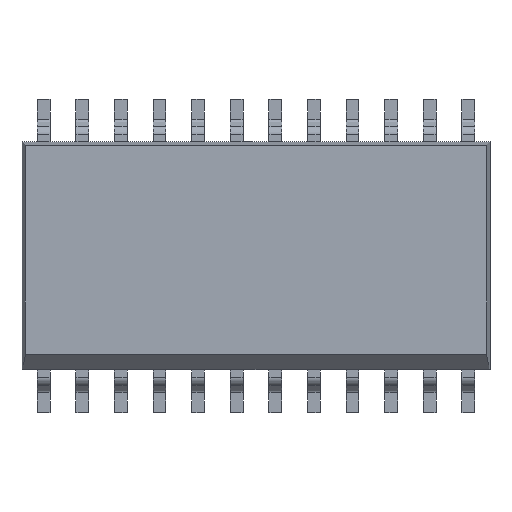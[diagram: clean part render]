
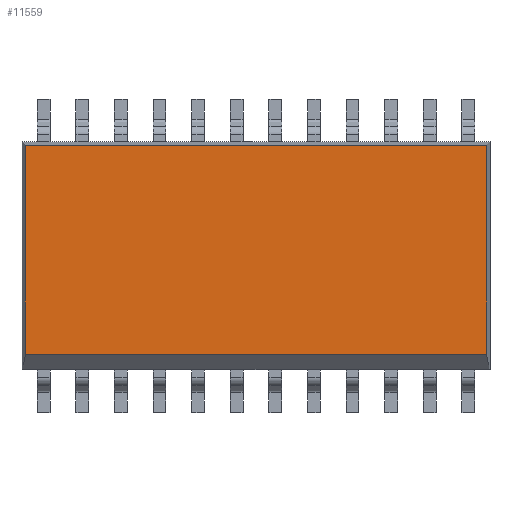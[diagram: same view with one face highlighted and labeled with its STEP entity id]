
A CAD part, top view. The second image highlights one B-rep face of the part: STEP entity #11559.
In plain terms, the highlighted planar face has unit normal (0, 0, 1).
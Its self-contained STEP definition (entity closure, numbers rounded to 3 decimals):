
#11520 = CARTESIAN_POINT ( 'NONE',  ( -7.583, 3.635, 2.65 ) ) ;
#11521 = VERTEX_POINT ( 'NONE', #11520 ) ;
#11522 = CARTESIAN_POINT ( 'NONE',  ( -7.583, -3.235, 2.65 ) ) ;
#11523 = VERTEX_POINT ( 'NONE', #11522 ) ;
#11524 = CARTESIAN_POINT ( 'NONE',  ( -7.583, -3.75, 2.65 ) ) ;
#11525 = DIRECTION ( 'NONE',  ( 0., -1., 0. ) ) ;
#11526 = VECTOR ( 'NONE', #11525, 1000. ) ;
#11527 = LINE ( 'NONE', #11524, #11526 ) ;
#11528 = EDGE_CURVE ( 'NONE', #11521, #11523, #11527, .T. ) ;
#11529 = ORIENTED_EDGE ( 'NONE', *, *, #11528, .T. ) ;
#11530 = CARTESIAN_POINT ( 'NONE',  ( 7.583, -3.235, 2.65 ) ) ;
#11531 = VERTEX_POINT ( 'NONE', #11530 ) ;
#11532 = CARTESIAN_POINT ( 'NONE',  ( 0., -3.235, 2.65 ) ) ;
#11533 = DIRECTION ( 'NONE',  ( 1., 0., 0. ) ) ;
#11534 = VECTOR ( 'NONE', #11533, 1000. ) ;
#11535 = LINE ( 'NONE', #11532, #11534 ) ;
#11536 = EDGE_CURVE ( 'NONE', #11523, #11531, #11535, .T. ) ;
#11537 = ORIENTED_EDGE ( 'NONE', *, *, #11536, .T. ) ;
#11538 = CARTESIAN_POINT ( 'NONE',  ( 7.583, 3.635, 2.65 ) ) ;
#11539 = VERTEX_POINT ( 'NONE', #11538 ) ;
#11540 = CARTESIAN_POINT ( 'NONE',  ( 7.583, 3.75, 2.65 ) ) ;
#11541 = DIRECTION ( 'NONE',  ( 0., 1., 0. ) ) ;
#11542 = VECTOR ( 'NONE', #11541, 1000. ) ;
#11543 = LINE ( 'NONE', #11540, #11542 ) ;
#11544 = EDGE_CURVE ( 'NONE', #11531, #11539, #11543, .T. ) ;
#11545 = ORIENTED_EDGE ( 'NONE', *, *, #11544, .T. ) ;
#11546 = CARTESIAN_POINT ( 'NONE',  ( -7.698, 3.635, 2.65 ) ) ;
#11547 = DIRECTION ( 'NONE',  ( -1., 0., 0. ) ) ;
#11548 = VECTOR ( 'NONE', #11547, 1000. ) ;
#11549 = LINE ( 'NONE', #11546, #11548 ) ;
#11550 = EDGE_CURVE ( 'NONE', #11539, #11521, #11549, .T. ) ;
#11551 = ORIENTED_EDGE ( 'NONE', *, *, #11550, .T. ) ;
#11552 = EDGE_LOOP ( 'NONE', ( #11529, #11537, #11545, #11551 ) ) ;
#11553 = FACE_OUTER_BOUND ( 'NONE', #11552, .T. ) ;
#11554 = CARTESIAN_POINT ( 'NONE',  ( 0., 0., 2.65 ) ) ;
#11555 = DIRECTION ( 'NONE',  ( 0., 0., 1. ) ) ;
#11556 = DIRECTION ( 'NONE',  ( 0., -1., 0. ) ) ;
#11557 = AXIS2_PLACEMENT_3D ( 'NONE', #11554, #11555, #11556 ) ;
#11558 = PLANE ( 'NONE', #11557 ) ;
#11559 = ADVANCED_FACE ( 'NONE', ( #11553 ), #11558, .T. ) ;
